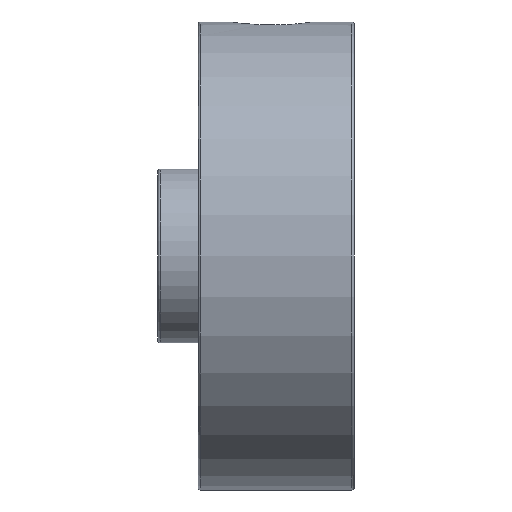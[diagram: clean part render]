
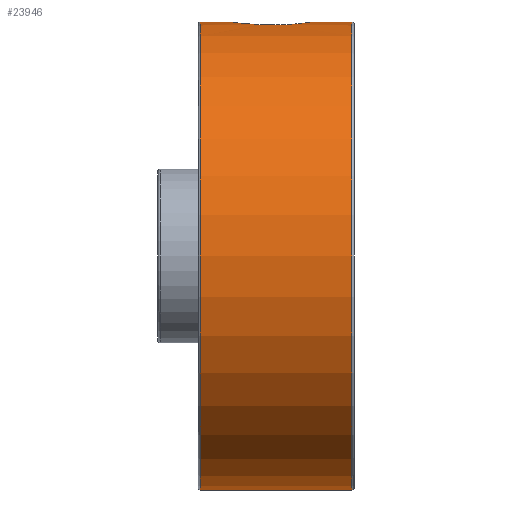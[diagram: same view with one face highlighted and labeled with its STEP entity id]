
A CAD part, left-side view. The second image highlights one B-rep face of the part: STEP entity #23946.
In plain terms, the highlighted cylindrical face has radius 10.5 mm (diameter 21 mm), a partial arc.
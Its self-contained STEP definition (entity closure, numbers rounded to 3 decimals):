
#199 = CARTESIAN_POINT ( 'NONE',  ( -1.611, 3.94, 10.376 ) ) ;
#340 = DIRECTION ( 'NONE',  ( 0., 1., 0. ) ) ;
#573 = LINE ( 'NONE', #9852, #20208 ) ;
#1110 = DIRECTION ( 'NONE',  ( 0., -1., 0. ) ) ;
#1198 = AXIS2_PLACEMENT_3D ( 'NONE', #22941, #1497, #27499 ) ;
#1360 = CYLINDRICAL_SURFACE ( 'NONE', #1198, 10.5 ) ;
#1497 = DIRECTION ( 'NONE',  ( 0., -1., 0. ) ) ;
#1798 = CARTESIAN_POINT ( 'NONE',  ( -0.784, 5.34, 10.471 ) ) ;
#2184 = ORIENTED_EDGE ( 'NONE', *, *, #13827, .F. ) ;
#2585 = CARTESIAN_POINT ( 'NONE',  ( -1.488, 2.846, 10.394 ) ) ;
#3418 = DIRECTION ( 'NONE',  ( 0., -1., 0. ) ) ;
#4307 = CARTESIAN_POINT ( 'NONE',  ( -1.44, 2.747, 10.401 ) ) ;
#4339 = CARTESIAN_POINT ( 'NONE',  ( -1.262, 4.874, 10.424 ) ) ;
#4452 = CARTESIAN_POINT ( 'NONE',  ( -1.632, 3.381, 10.372 ) ) ;
#4587 = CARTESIAN_POINT ( 'NONE',  ( -1.618, 3.604, 10.375 ) ) ;
#4800 = VERTEX_POINT ( 'NONE', #22109 ) ;
#4890 = CARTESIAN_POINT ( 'NONE',  ( 0., 5.5, 10.5 ) ) ;
#4904 = CARTESIAN_POINT ( 'NONE',  ( -1.624, 3.773, 10.374 ) ) ;
#5174 = ORIENTED_EDGE ( 'NONE', *, *, #10527, .T. ) ;
#5315 = VERTEX_POINT ( 'NONE', #4890 ) ;
#5379 = CARTESIAN_POINT ( 'NONE',  ( -0.784, 5.34, 10.471 ) ) ;
#5783 = FACE_OUTER_BOUND ( 'NONE', #6660, .T. ) ;
#5938 = CARTESIAN_POINT ( 'NONE',  ( 0., 0.1, 10.5 ) ) ;
#5996 = CARTESIAN_POINT ( 'NONE',  ( 0., 1.879, 10.5 ) ) ;
#6625 = CARTESIAN_POINT ( 'NONE',  ( -1.618, 3.604, 10.375 ) ) ;
#6660 = EDGE_LOOP ( 'NONE', ( #2184, #28177, #5174, #14740, #25099, #9363, #16787, #6898 ) ) ;
#6898 = ORIENTED_EDGE ( 'NONE', *, *, #28134, .T. ) ;
#7052 = CARTESIAN_POINT ( 'NONE',  ( -1.351, 4.731, 10.413 ) ) ;
#7465 = VERTEX_POINT ( 'NONE', #5938 ) ;
#7516 = DIRECTION ( 'NONE',  ( 0., -1., 0. ) ) ;
#8159 = VERTEX_POINT ( 'NONE', #21723 ) ;
#8270 = EDGE_CURVE ( 'NONE', #24745, #7465, #573, .T. ) ;
#8582 = CARTESIAN_POINT ( 'NONE',  ( -1.024, 2.238, 10.45 ) ) ;
#8724 = CARTESIAN_POINT ( 'NONE',  ( -0.843, 2.111, 10.467 ) ) ;
#8871 = CARTESIAN_POINT ( 'NONE',  ( -1.601, 3.161, 10.378 ) ) ;
#8903 = CARTESIAN_POINT ( 'NONE',  ( -1.492, 4.43, 10.394 ) ) ;
#9090 = B_SPLINE_CURVE_WITH_KNOTS ( 'NONE', 3,
 ( #1798, #16541, #21377, #10517, #27797, #16953 ),
 .UNSPECIFIED., .F., .F.,
 ( 4, 2, 4 ),
 ( 0.009, 0.009, 0.009 ),
 .UNSPECIFIED. ) ;
#9191 = CARTESIAN_POINT ( 'NONE',  ( -1.545, 4.267, 10.386 ) ) ;
#9302 = EDGE_CURVE ( 'NONE', #4800, #7465, #17472, .T. ) ;
#9307 = EDGE_CURVE ( 'NONE', #22688, #25437, #14174, .T. ) ;
#9363 = ORIENTED_EDGE ( 'NONE', *, *, #9505, .T. ) ;
#9505 = EDGE_CURVE ( 'NONE', #24745, #22688, #13459, .T. ) ;
#9852 = CARTESIAN_POINT ( 'NONE',  ( 0., 7., 10.5 ) ) ;
#9942 = LINE ( 'NONE', #27083, #27902 ) ;
#10517 = CARTESIAN_POINT ( 'NONE',  ( -0.269, 5.486, 10.497 ) ) ;
#10527 = EDGE_CURVE ( 'NONE', #8159, #4800, #20063, .T. ) ;
#10917 = CARTESIAN_POINT ( 'NONE',  ( -0.784, 5.34, 10.471 ) ) ;
#11292 = CIRCLE ( 'NONE', #18597, 10.5 ) ;
#13459 = B_SPLINE_CURVE_WITH_KNOTS ( 'NONE', 3,
 ( #28154, #17739, #26439, #23875, #8724, #8582, #24438, #19740, #26152, #4307, #2585, #8871, #4452, #4587 ),
 .UNSPECIFIED., .F., .F.,
 ( 4, 2, 2, 2, 2, 2, 4 ),
 ( 0.001, 0.002, 0.002, 0.002, 0.003, 0.003, 0.004 ),
 .UNSPECIFIED. ) ;
#13495 = DIRECTION ( 'NONE',  ( 0., -1., 0. ) ) ;
#13827 = EDGE_CURVE ( 'NONE', #16153, #5315, #9942, .T. ) ;
#14174 = B_SPLINE_CURVE_WITH_KNOTS ( 'NONE', 3,
 ( #6625, #4904, #199, #9191, #8903, #7052, #4339, #15354, #24054, #10917 ),
 .UNSPECIFIED., .F., .F.,
 ( 4, 2, 2, 2, 4 ),
 ( 0., 0.001, 0.001, 0.002, 0.002 ),
 .UNSPECIFIED. ) ;
#14740 = ORIENTED_EDGE ( 'NONE', *, *, #9302, .T. ) ;
#15354 = CARTESIAN_POINT ( 'NONE',  ( -1.046, 5.132, 10.448 ) ) ;
#15645 = CARTESIAN_POINT ( 'NONE',  ( 0., 7., -10.5 ) ) ;
#15647 = AXIS2_PLACEMENT_3D ( 'NONE', #20196, #340, #23907 ) ;
#16153 = VERTEX_POINT ( 'NONE', #21678 ) ;
#16541 = CARTESIAN_POINT ( 'NONE',  ( -0.66, 5.393, 10.48 ) ) ;
#16787 = ORIENTED_EDGE ( 'NONE', *, *, #9307, .T. ) ;
#16953 = CARTESIAN_POINT ( 'NONE',  ( 0., 5.5, 10.5 ) ) ;
#17472 = CIRCLE ( 'NONE', #15647, 10.5 ) ;
#17739 = CARTESIAN_POINT ( 'NONE',  ( -0.221, 1.879, 10.5 ) ) ;
#18597 = AXIS2_PLACEMENT_3D ( 'NONE', #20686, #1110, #19107 ) ;
#19107 = DIRECTION ( 'NONE',  ( 0., 0., 1. ) ) ;
#19740 = CARTESIAN_POINT ( 'NONE',  ( -1.257, 2.471, 10.425 ) ) ;
#20063 = LINE ( 'NONE', #15645, #22485 ) ;
#20196 = CARTESIAN_POINT ( 'NONE',  ( 0., 0.1, 0. ) ) ;
#20208 = VECTOR ( 'NONE', #3418, 1000. ) ;
#20686 = CARTESIAN_POINT ( 'NONE',  ( 0., 6.9, 0. ) ) ;
#21377 = CARTESIAN_POINT ( 'NONE',  ( -0.531, 5.433, 10.487 ) ) ;
#21678 = CARTESIAN_POINT ( 'NONE',  ( 0., 6.9, 10.5 ) ) ;
#21723 = CARTESIAN_POINT ( 'NONE',  ( 0., 6.9, -10.5 ) ) ;
#22109 = CARTESIAN_POINT ( 'NONE',  ( 0., 0.1, -10.5 ) ) ;
#22485 = VECTOR ( 'NONE', #13495, 1000. ) ;
#22567 = EDGE_CURVE ( 'NONE', #16153, #8159, #11292, .T. ) ;
#22688 = VERTEX_POINT ( 'NONE', #27665 ) ;
#22941 = CARTESIAN_POINT ( 'NONE',  ( 0., 7., 0. ) ) ;
#23875 = CARTESIAN_POINT ( 'NONE',  ( -0.745, 2.056, 10.474 ) ) ;
#23907 = DIRECTION ( 'NONE',  ( 0., 0., 1. ) ) ;
#23946 = ADVANCED_FACE ( 'NONE', ( #5783 ), #1360, .T. ) ;
#24054 = CARTESIAN_POINT ( 'NONE',  ( -0.923, 5.244, 10.46 ) ) ;
#24438 = CARTESIAN_POINT ( 'NONE',  ( -1.106, 2.31, 10.442 ) ) ;
#24745 = VERTEX_POINT ( 'NONE', #5996 ) ;
#25099 = ORIENTED_EDGE ( 'NONE', *, *, #8270, .F. ) ;
#25437 = VERTEX_POINT ( 'NONE', #5379 ) ;
#26152 = CARTESIAN_POINT ( 'NONE',  ( -1.325, 2.56, 10.416 ) ) ;
#26439 = CARTESIAN_POINT ( 'NONE',  ( -0.443, 1.925, 10.493 ) ) ;
#27083 = CARTESIAN_POINT ( 'NONE',  ( 0., 7., 10.5 ) ) ;
#27499 = DIRECTION ( 'NONE',  ( 0., 0., -1. ) ) ;
#27665 = CARTESIAN_POINT ( 'NONE',  ( -1.618, 3.604, 10.375 ) ) ;
#27797 = CARTESIAN_POINT ( 'NONE',  ( -0.135, 5.5, 10.5 ) ) ;
#27902 = VECTOR ( 'NONE', #7516, 1000. ) ;
#28134 = EDGE_CURVE ( 'NONE', #25437, #5315, #9090, .T. ) ;
#28154 = CARTESIAN_POINT ( 'NONE',  ( 0., 1.879, 10.5 ) ) ;
#28177 = ORIENTED_EDGE ( 'NONE', *, *, #22567, .T. ) ;
